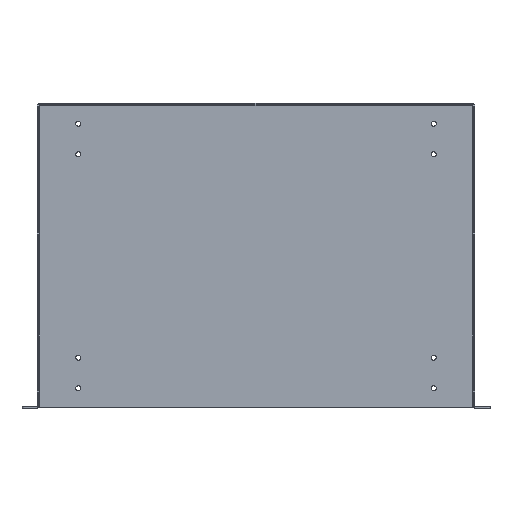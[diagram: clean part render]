
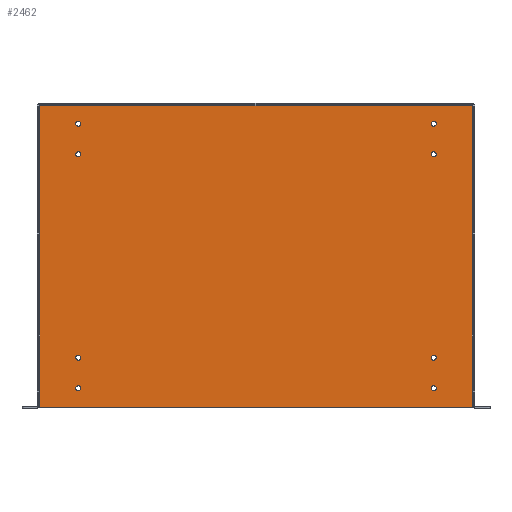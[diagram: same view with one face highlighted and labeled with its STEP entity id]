
A CAD part, top view. The second image highlights one B-rep face of the part: STEP entity #2462.
In plain terms, the highlighted planar face has unit normal (0, 0, 1).
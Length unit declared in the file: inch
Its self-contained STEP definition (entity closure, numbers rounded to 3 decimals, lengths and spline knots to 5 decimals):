
#26 = CIRCLE ( 'NONE', #3342, 0.125 ) ;
#48 = EDGE_LOOP ( 'NONE', ( #328 ) ) ;
#56 = DIRECTION ( 'NONE',  ( 1., 0., 0. ) ) ;
#91 = VERTEX_POINT ( 'NONE', #360 ) ;
#95 = EDGE_CURVE ( 'NONE', #3221, #163, #1547, .T. ) ;
#163 = VERTEX_POINT ( 'NONE', #2422 ) ;
#173 = EDGE_LOOP ( 'NONE', ( #556 ) ) ;
#197 = VERTEX_POINT ( 'NONE', #1309 ) ;
#203 = CARTESIAN_POINT ( 'NONE',  ( -10.75, 7.356, 0.072 ) ) ;
#256 = DIRECTION ( 'NONE',  ( 1., 0., 0. ) ) ;
#291 = CARTESIAN_POINT ( 'NONE',  ( 8.734, -6.536, 0.072 ) ) ;
#310 = CIRCLE ( 'NONE', #3115, 0.125 ) ;
#314 = CIRCLE ( 'NONE', #546, 0.125 ) ;
#325 = EDGE_LOOP ( 'NONE', ( #2360 ) ) ;
#328 = ORIENTED_EDGE ( 'NONE', *, *, #2307, .T. ) ;
#360 = CARTESIAN_POINT ( 'NONE',  ( -8.609, 6.464, 0.072 ) ) ;
#365 = CARTESIAN_POINT ( 'NONE',  ( 8.734, 4.964, 0.072 ) ) ;
#465 = FACE_BOUND ( 'NONE', #2261, .T. ) ;
#479 = EDGE_CURVE ( 'NONE', #1995, #1995, #310, .T. ) ;
#493 = CIRCLE ( 'NONE', #2639, 0.125 ) ;
#524 = EDGE_LOOP ( 'NONE', ( #1162 ) ) ;
#538 = AXIS2_PLACEMENT_3D ( 'NONE', #1973, #3527, #2890 ) ;
#546 = AXIS2_PLACEMENT_3D ( 'NONE', #365, #1979, #56 ) ;
#556 = ORIENTED_EDGE ( 'NONE', *, *, #746, .T. ) ;
#579 = ORIENTED_EDGE ( 'NONE', *, *, #827, .T. ) ;
#580 = CARTESIAN_POINT ( 'NONE',  ( -8.609, 4.964, 0.072 ) ) ;
#614 = AXIS2_PLACEMENT_3D ( 'NONE', #2358, #2579, #2067 ) ;
#655 = CARTESIAN_POINT ( 'NONE',  ( 8.859, 6.464, 0.072 ) ) ;
#666 = EDGE_LOOP ( 'NONE', ( #3346, #2736, #2287, #1113 ) ) ;
#686 = DIRECTION ( 'NONE',  ( 0., 0., -1. ) ) ;
#718 = CARTESIAN_POINT ( 'NONE',  ( -10.75, -7.464, 0.072 ) ) ;
#738 = FACE_BOUND ( 'NONE', #1050, .T. ) ;
#746 = EDGE_CURVE ( 'NONE', #1179, #1179, #3340, .T. ) ;
#774 = CIRCLE ( 'NONE', #831, 0.125 ) ;
#801 = DIRECTION ( 'NONE',  ( 0., 0., -1. ) ) ;
#827 = EDGE_CURVE ( 'NONE', #3151, #3151, #314, .T. ) ;
#831 = AXIS2_PLACEMENT_3D ( 'NONE', #1213, #686, #1989 ) ;
#889 = CARTESIAN_POINT ( 'NONE',  ( -8.609, -5.036, 0.072 ) ) ;
#975 = FACE_BOUND ( 'NONE', #48, .T. ) ;
#1050 = EDGE_LOOP ( 'NONE', ( #1397 ) ) ;
#1077 = DIRECTION ( 'NONE',  ( 1., 0., 0. ) ) ;
#1113 = ORIENTED_EDGE ( 'NONE', *, *, #2229, .T. ) ;
#1162 = ORIENTED_EDGE ( 'NONE', *, *, #479, .T. ) ;
#1179 = VERTEX_POINT ( 'NONE', #2839 ) ;
#1182 = AXIS2_PLACEMENT_3D ( 'NONE', #718, #2372, #2666 ) ;
#1213 = CARTESIAN_POINT ( 'NONE',  ( 8.734, 6.464, 0.072 ) ) ;
#1217 = CARTESIAN_POINT ( 'NONE',  ( -8.609, -6.536, 0.072 ) ) ;
#1224 = DIRECTION ( 'NONE',  ( 0., 0., -1. ) ) ;
#1248 = FACE_BOUND ( 'NONE', #325, .T. ) ;
#1280 = CARTESIAN_POINT ( 'NONE',  ( -10.642, 7.356, 0.072 ) ) ;
#1281 = FACE_OUTER_BOUND ( 'NONE', #666, .T. ) ;
#1309 = CARTESIAN_POINT ( 'NONE',  ( -10.642, -7.464, 0.072 ) ) ;
#1315 = EDGE_CURVE ( 'NONE', #2820, #2820, #1483, .T. ) ;
#1397 = ORIENTED_EDGE ( 'NONE', *, *, #1315, .T. ) ;
#1405 = VECTOR ( 'NONE', #1077, 39.37008 ) ;
#1411 = VERTEX_POINT ( 'NONE', #580 ) ;
#1442 = LINE ( 'NONE', #3587, #1405 ) ;
#1483 = CIRCLE ( 'NONE', #614, 0.125 ) ;
#1547 = LINE ( 'NONE', #2129, #3282 ) ;
#1573 = FACE_BOUND ( 'NONE', #173, .T. ) ;
#1681 = EDGE_CURVE ( 'NONE', #197, #3221, #1442, .T. ) ;
#1704 = VERTEX_POINT ( 'NONE', #2015 ) ;
#1759 = CIRCLE ( 'NONE', #538, 0.125 ) ;
#1825 = LINE ( 'NONE', #2650, #2401 ) ;
#1973 = CARTESIAN_POINT ( 'NONE',  ( -8.734, 6.464, 0.072 ) ) ;
#1979 = DIRECTION ( 'NONE',  ( 0., 0., -1. ) ) ;
#1989 = DIRECTION ( 'NONE',  ( 1., 0., 0. ) ) ;
#1995 = VERTEX_POINT ( 'NONE', #889 ) ;
#2015 = CARTESIAN_POINT ( 'NONE',  ( 8.859, -5.036, 0.072 ) ) ;
#2067 = DIRECTION ( 'NONE',  ( 1., 0., 0. ) ) ;
#2085 = ORIENTED_EDGE ( 'NONE', *, *, #3597, .T. ) ;
#2129 = CARTESIAN_POINT ( 'NONE',  ( 10.642, -7.464, 0.072 ) ) ;
#2136 = DIRECTION ( 'NONE',  ( 0., -1., 0. ) ) ;
#2227 = DIRECTION ( 'NONE',  ( -1., 0., 0. ) ) ;
#2229 = EDGE_CURVE ( 'NONE', #163, #2889, #2984, .T. ) ;
#2249 = EDGE_LOOP ( 'NONE', ( #579 ) ) ;
#2252 = EDGE_CURVE ( 'NONE', #91, #91, #1759, .T. ) ;
#2255 = CARTESIAN_POINT ( 'NONE',  ( 10.642, -7.464, 0.072 ) ) ;
#2261 = EDGE_LOOP ( 'NONE', ( #2770 ) ) ;
#2281 = VECTOR ( 'NONE', #2227, 39.37008 ) ;
#2285 = CARTESIAN_POINT ( 'NONE',  ( 8.859, 4.964, 0.072 ) ) ;
#2287 = ORIENTED_EDGE ( 'NONE', *, *, #95, .T. ) ;
#2305 = DIRECTION ( 'NONE',  ( 1., 0., 0. ) ) ;
#2307 = EDGE_CURVE ( 'NONE', #2854, #2854, #774, .T. ) ;
#2313 = DIRECTION ( 'NONE',  ( 1., 0., 0. ) ) ;
#2358 = CARTESIAN_POINT ( 'NONE',  ( -8.734, -6.536, 0.072 ) ) ;
#2360 = ORIENTED_EDGE ( 'NONE', *, *, #3043, .T. ) ;
#2372 = DIRECTION ( 'NONE',  ( 0., 0., 1. ) ) ;
#2401 = VECTOR ( 'NONE', #2136, 39.37008 ) ;
#2403 = EDGE_CURVE ( 'NONE', #2889, #197, #1825, .T. ) ;
#2411 = DIRECTION ( 'NONE',  ( 1., 0., 0. ) ) ;
#2422 = CARTESIAN_POINT ( 'NONE',  ( 10.642, 7.356, 0.072 ) ) ;
#2462 = ADVANCED_FACE ( 'NONE', ( #1281, #3536, #3495, #2906, #1248, #738, #465, #1573, #975 ), #2704, .T. ) ;
#2556 = CARTESIAN_POINT ( 'NONE',  ( -8.734, -5.036, 0.072 ) ) ;
#2579 = DIRECTION ( 'NONE',  ( 0., 0., -1. ) ) ;
#2639 = AXIS2_PLACEMENT_3D ( 'NONE', #3237, #3288, #2411 ) ;
#2650 = CARTESIAN_POINT ( 'NONE',  ( -10.642, -7.464, 0.072 ) ) ;
#2657 = DIRECTION ( 'NONE',  ( 0., 1., 0. ) ) ;
#2666 = DIRECTION ( 'NONE',  ( 1., 0., 0. ) ) ;
#2704 = PLANE ( 'NONE',  #1182 ) ;
#2736 = ORIENTED_EDGE ( 'NONE', *, *, #1681, .T. ) ;
#2770 = ORIENTED_EDGE ( 'NONE', *, *, #2252, .T. ) ;
#2820 = VERTEX_POINT ( 'NONE', #1217 ) ;
#2839 = CARTESIAN_POINT ( 'NONE',  ( 8.859, -6.536, 0.072 ) ) ;
#2854 = VERTEX_POINT ( 'NONE', #655 ) ;
#2872 = CARTESIAN_POINT ( 'NONE',  ( 8.734, -5.036, 0.072 ) ) ;
#2889 = VERTEX_POINT ( 'NONE', #1280 ) ;
#2890 = DIRECTION ( 'NONE',  ( 1., 0., 0. ) ) ;
#2906 = FACE_BOUND ( 'NONE', #3541, .T. ) ;
#2984 = LINE ( 'NONE', #203, #2281 ) ;
#3043 = EDGE_CURVE ( 'NONE', #1411, #1411, #493, .T. ) ;
#3115 = AXIS2_PLACEMENT_3D ( 'NONE', #2556, #1224, #2313 ) ;
#3118 = DIRECTION ( 'NONE',  ( 0., 0., -1. ) ) ;
#3151 = VERTEX_POINT ( 'NONE', #2285 ) ;
#3221 = VERTEX_POINT ( 'NONE', #2255 ) ;
#3237 = CARTESIAN_POINT ( 'NONE',  ( -8.734, 4.964, 0.072 ) ) ;
#3282 = VECTOR ( 'NONE', #2657, 39.37008 ) ;
#3288 = DIRECTION ( 'NONE',  ( 0., 0., -1. ) ) ;
#3340 = CIRCLE ( 'NONE', #3406, 0.125 ) ;
#3342 = AXIS2_PLACEMENT_3D ( 'NONE', #2872, #3118, #2305 ) ;
#3346 = ORIENTED_EDGE ( 'NONE', *, *, #2403, .T. ) ;
#3406 = AXIS2_PLACEMENT_3D ( 'NONE', #291, #801, #256 ) ;
#3495 = FACE_BOUND ( 'NONE', #2249, .T. ) ;
#3527 = DIRECTION ( 'NONE',  ( 0., 0., -1. ) ) ;
#3536 = FACE_BOUND ( 'NONE', #524, .T. ) ;
#3541 = EDGE_LOOP ( 'NONE', ( #2085 ) ) ;
#3587 = CARTESIAN_POINT ( 'NONE',  ( -10.75, -7.464, 0.072 ) ) ;
#3597 = EDGE_CURVE ( 'NONE', #1704, #1704, #26, .T. ) ;
